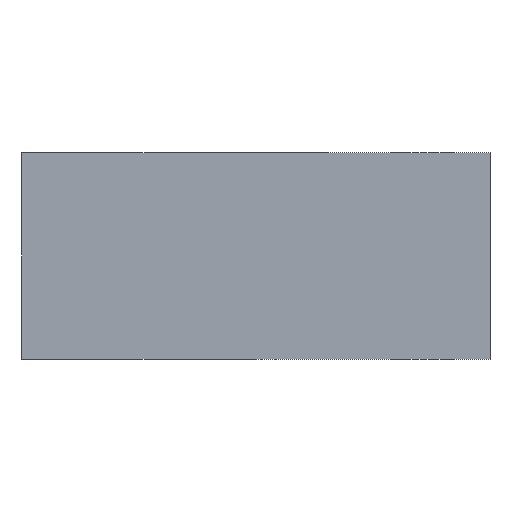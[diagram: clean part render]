
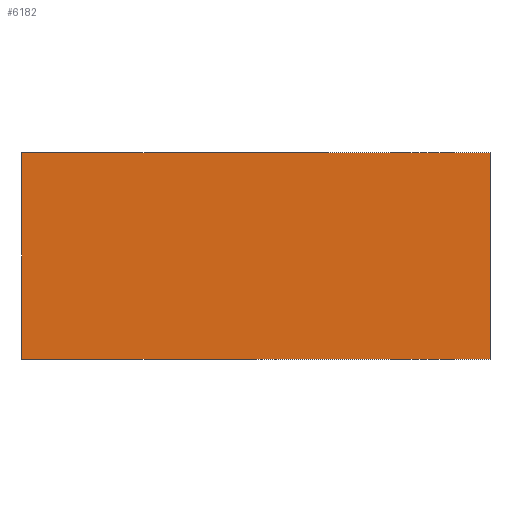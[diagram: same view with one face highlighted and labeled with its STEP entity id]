
A CAD part, front view. The second image highlights one B-rep face of the part: STEP entity #6182.
In plain terms, the highlighted planar face has unit normal (0, -1, 0).
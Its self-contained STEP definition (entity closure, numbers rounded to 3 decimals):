
#56 = VERTEX_POINT ( 'NONE', #792 ) ;
#71 = VERTEX_POINT ( 'NONE', #807 ) ;
#103 = VERTEX_POINT ( 'NONE', #838 ) ;
#244 = VERTEX_POINT ( 'NONE', #974 ) ;
#792 = CARTESIAN_POINT ( 'NONE',  ( 17., -10., -7.5 ) ) ;
#807 = CARTESIAN_POINT ( 'NONE',  ( -17., -10., 7.5 ) ) ;
#838 = CARTESIAN_POINT ( 'NONE',  ( -17., -10., -7.5 ) ) ;
#974 = CARTESIAN_POINT ( 'NONE',  ( 17., -10., 7.5 ) ) ;
#1574 = VECTOR ( 'NONE', #5582, 1000. ) ;
#1643 = VECTOR ( 'NONE', #3035, 1000. ) ;
#1831 = EDGE_LOOP ( 'NONE', ( #3916, #3918, #3934, #3946 ) ) ;
#2622 = CARTESIAN_POINT ( 'NONE',  ( -17., -10., 7.5 ) ) ;
#2632 = FACE_OUTER_BOUND ( 'NONE', #1831, .T. ) ;
#2636 = PLANE ( 'NONE',  #3334 ) ;
#2638 = DIRECTION ( 'NONE',  ( 0., 1., 0. ) ) ;
#2639 = DIRECTION ( 'NONE',  ( 0., 0., 1. ) ) ;
#2691 = CARTESIAN_POINT ( 'NONE',  ( -17., -10., 7.5 ) ) ;
#2692 = LINE ( 'NONE', #2691, #3370 ) ;
#2709 = DIRECTION ( 'NONE',  ( 0., 0., -1. ) ) ;
#3033 = LINE ( 'NONE', #3034, #1643 ) ;
#3034 = CARTESIAN_POINT ( 'NONE',  ( -17., -10., 7.5 ) ) ;
#3035 = DIRECTION ( 'NONE',  ( 1., 0., 0. ) ) ;
#3334 = AXIS2_PLACEMENT_3D ( 'NONE', #2622, #2638, #2639 ) ;
#3370 = VECTOR ( 'NONE', #2709, 1000. ) ;
#3630 = LINE ( 'NONE', #3639, #6448 ) ;
#3639 = CARTESIAN_POINT ( 'NONE',  ( 17., -10., 7.5 ) ) ;
#3640 = DIRECTION ( 'NONE',  ( 0., 0., -1. ) ) ;
#3916 = ORIENTED_EDGE ( 'NONE', *, *, #6012, .T. ) ;
#3918 = ORIENTED_EDGE ( 'NONE', *, *, #6276, .F. ) ;
#3934 = ORIENTED_EDGE ( 'NONE', *, *, #6077, .F. ) ;
#3946 = ORIENTED_EDGE ( 'NONE', *, *, #6198, .T. ) ;
#5580 = LINE ( 'NONE', #5581, #1574 ) ;
#5581 = CARTESIAN_POINT ( 'NONE',  ( -17., -10., -7.5 ) ) ;
#5582 = DIRECTION ( 'NONE',  ( 1., 0., 0. ) ) ;
#6012 = EDGE_CURVE ( 'NONE', #103, #56, #5580, .T. ) ;
#6077 = EDGE_CURVE ( 'NONE', #71, #244, #3033, .T. ) ;
#6182 = ADVANCED_FACE ( 'NONE', ( #2632 ), #2636, .F. ) ;
#6198 = EDGE_CURVE ( 'NONE', #71, #103, #2692, .T. ) ;
#6276 = EDGE_CURVE ( 'NONE', #244, #56, #3630, .T. ) ;
#6448 = VECTOR ( 'NONE', #3640, 1000. ) ;
